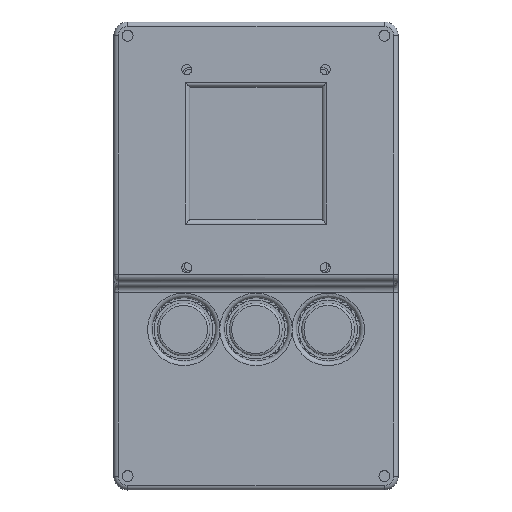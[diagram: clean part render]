
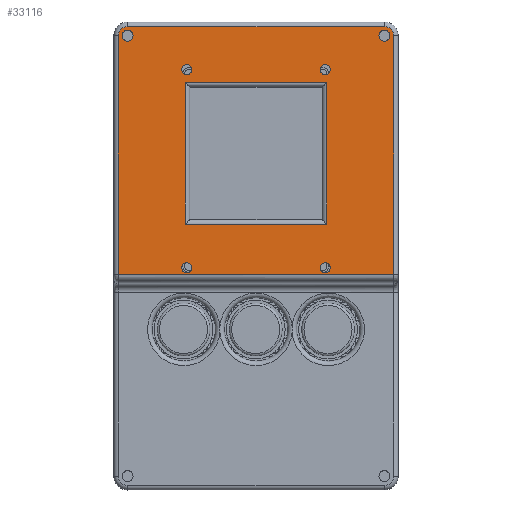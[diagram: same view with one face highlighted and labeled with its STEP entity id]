
A CAD part, top view. The second image highlights one B-rep face of the part: STEP entity #33116.
In plain terms, the highlighted planar face has unit normal (0, 0, 1).
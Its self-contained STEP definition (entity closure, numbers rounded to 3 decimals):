
#648=FACE_BOUND('',#5808,.T.);
#649=FACE_BOUND('',#5809,.T.);
#650=FACE_BOUND('',#5810,.T.);
#651=FACE_BOUND('',#5811,.T.);
#652=FACE_BOUND('',#5812,.T.);
#653=FACE_BOUND('',#5813,.T.);
#654=FACE_BOUND('',#5814,.T.);
#1624=CIRCLE('',#36420,2.);
#1625=CIRCLE('',#36421,2.);
#1626=CIRCLE('',#36422,1.1);
#1627=CIRCLE('',#36423,1.1);
#1628=CIRCLE('',#36424,1.1);
#1629=CIRCLE('',#36425,1.1);
#1630=CIRCLE('',#36426,1.2);
#1631=CIRCLE('',#36427,1.2);
#3887=FACE_OUTER_BOUND('',#5807,.T.);
#5807=EDGE_LOOP('',(#29378,#29379,#29380,#29381,#29382,#29383));
#5808=EDGE_LOOP('',(#29384));
#5809=EDGE_LOOP('',(#29385));
#5810=EDGE_LOOP('',(#29386));
#5811=EDGE_LOOP('',(#29387));
#5812=EDGE_LOOP('',(#29388));
#5813=EDGE_LOOP('',(#29389));
#5814=EDGE_LOOP('',(#29390,#29391,#29392,#29393));
#9431=LINE('',#55440,#13056);
#9433=LINE('',#55448,#13058);
#9435=LINE('',#55454,#13060);
#9438=LINE('',#55460,#13063);
#9444=LINE('',#55474,#13069);
#9445=LINE('',#55476,#13070);
#9446=LINE('',#55478,#13071);
#9447=LINE('',#55482,#13072);
#13056=VECTOR('',#45383,10.);
#13058=VECTOR('',#45391,10.);
#13060=VECTOR('',#45397,10.);
#13063=VECTOR('',#45404,10.);
#13069=VECTOR('',#45416,10.);
#13070=VECTOR('',#45417,10.);
#13071=VECTOR('',#45418,10.);
#13072=VECTOR('',#45421,10.);
#16286=VERTEX_POINT('',#55438);
#16287=VERTEX_POINT('',#55439);
#16290=VERTEX_POINT('',#55447);
#16292=VERTEX_POINT('',#55453);
#16297=VERTEX_POINT('',#55472);
#16298=VERTEX_POINT('',#55473);
#16299=VERTEX_POINT('',#55475);
#16300=VERTEX_POINT('',#55477);
#16301=VERTEX_POINT('',#55479);
#16302=VERTEX_POINT('',#55481);
#16303=VERTEX_POINT('',#55484);
#16304=VERTEX_POINT('',#55486);
#16305=VERTEX_POINT('',#55488);
#16306=VERTEX_POINT('',#55490);
#16307=VERTEX_POINT('',#55492);
#16308=VERTEX_POINT('',#55494);
#20867=EDGE_CURVE('',#16286,#16287,#9431,.T.);
#20871=EDGE_CURVE('',#16287,#16290,#9433,.T.);
#20874=EDGE_CURVE('',#16290,#16292,#9435,.T.);
#20878=EDGE_CURVE('',#16292,#16286,#9438,.T.);
#20884=EDGE_CURVE('',#16297,#16298,#9444,.T.);
#20885=EDGE_CURVE('',#16299,#16297,#9445,.T.);
#20886=EDGE_CURVE('',#16300,#16299,#9446,.T.);
#20887=EDGE_CURVE('',#16301,#16300,#1624,.T.);
#20888=EDGE_CURVE('',#16302,#16301,#9447,.T.);
#20889=EDGE_CURVE('',#16298,#16302,#1625,.T.);
#20890=EDGE_CURVE('',#16303,#16303,#1626,.T.);
#20891=EDGE_CURVE('',#16304,#16304,#1627,.T.);
#20892=EDGE_CURVE('',#16305,#16305,#1628,.T.);
#20893=EDGE_CURVE('',#16306,#16306,#1629,.T.);
#20894=EDGE_CURVE('',#16307,#16307,#1630,.T.);
#20895=EDGE_CURVE('',#16308,#16308,#1631,.T.);
#29378=ORIENTED_EDGE('',*,*,#20884,.F.);
#29379=ORIENTED_EDGE('',*,*,#20885,.F.);
#29380=ORIENTED_EDGE('',*,*,#20886,.F.);
#29381=ORIENTED_EDGE('',*,*,#20887,.F.);
#29382=ORIENTED_EDGE('',*,*,#20888,.F.);
#29383=ORIENTED_EDGE('',*,*,#20889,.F.);
#29384=ORIENTED_EDGE('',*,*,#20890,.T.);
#29385=ORIENTED_EDGE('',*,*,#20891,.T.);
#29386=ORIENTED_EDGE('',*,*,#20892,.T.);
#29387=ORIENTED_EDGE('',*,*,#20893,.T.);
#29388=ORIENTED_EDGE('',*,*,#20894,.T.);
#29389=ORIENTED_EDGE('',*,*,#20895,.T.);
#29390=ORIENTED_EDGE('',*,*,#20867,.F.);
#29391=ORIENTED_EDGE('',*,*,#20878,.F.);
#29392=ORIENTED_EDGE('',*,*,#20874,.F.);
#29393=ORIENTED_EDGE('',*,*,#20871,.F.);
#30937=PLANE('',#36419);
#33116=ADVANCED_FACE('',(#3887,#648,#649,#650,#651,#652,#653,#654),#30937,
 .T.);
#36419=AXIS2_PLACEMENT_3D('',#55471,#45414,#45415);
#36420=AXIS2_PLACEMENT_3D('',#55480,#45419,#45420);
#36421=AXIS2_PLACEMENT_3D('',#55483,#45422,#45423);
#36422=AXIS2_PLACEMENT_3D('',#55485,#45424,#45425);
#36423=AXIS2_PLACEMENT_3D('',#55487,#45426,#45427);
#36424=AXIS2_PLACEMENT_3D('',#55489,#45428,#45429);
#36425=AXIS2_PLACEMENT_3D('',#55491,#45430,#45431);
#36426=AXIS2_PLACEMENT_3D('',#55493,#45432,#45433);
#36427=AXIS2_PLACEMENT_3D('',#55495,#45434,#45435);
#45383=DIRECTION('',(0.,1.,0.));
#45391=DIRECTION('',(-1.,0.,0.));
#45397=DIRECTION('',(0.,-1.,0.));
#45404=DIRECTION('',(1.,0.,0.));
#45414=DIRECTION('center_axis',(0.,0.,1.));
#45415=DIRECTION('ref_axis',(1.,0.,0.));
#45416=DIRECTION('',(0.,1.,0.));
#45417=DIRECTION('',(-1.,0.,0.));
#45418=DIRECTION('',(0.,-1.,0.));
#45419=DIRECTION('center_axis',(0.,0.,-1.));
#45420=DIRECTION('ref_axis',(0.707,0.707,0.));
#45421=DIRECTION('',(1.,0.,0.));
#45422=DIRECTION('center_axis',(0.,0.,-1.));
#45423=DIRECTION('ref_axis',(-0.707,0.707,0.));
#45424=DIRECTION('center_axis',(0.,0.,-1.));
#45425=DIRECTION('ref_axis',(1.,0.,0.));
#45426=DIRECTION('center_axis',(0.,0.,-1.));
#45427=DIRECTION('ref_axis',(1.,0.,0.));
#45428=DIRECTION('center_axis',(0.,0.,-1.));
#45429=DIRECTION('ref_axis',(1.,0.,0.));
#45430=DIRECTION('center_axis',(0.,0.,-1.));
#45431=DIRECTION('ref_axis',(1.,0.,0.));
#45432=DIRECTION('center_axis',(0.,0.,-1.));
#45433=DIRECTION('ref_axis',(1.,0.,0.));
#45434=DIRECTION('center_axis',(0.,0.,-1.));
#45435=DIRECTION('ref_axis',(1.,0.,0.));
#55438=CARTESIAN_POINT('',(46.43,57.94,10.5));
#55439=CARTESIAN_POINT('',(46.43,88.8,10.5));
#55440=CARTESIAN_POINT('',(46.43,80.15,10.5));
#55447=CARTESIAN_POINT('',(15.57,88.8,10.5));
#55448=CARTESIAN_POINT('',(23.785,88.8,10.5));
#55453=CARTESIAN_POINT('',(15.57,57.94,10.5));
#55454=CARTESIAN_POINT('',(15.57,65.72,10.5));
#55460=CARTESIAN_POINT('',(38.215,57.94,10.5));
#55471=CARTESIAN_POINT('Origin',(31.,72.5,10.5));
#55472=CARTESIAN_POINT('',(1.,47.,10.5));
#55473=CARTESIAN_POINT('',(1.,99.,10.5));
#55474=CARTESIAN_POINT('',(1.,87.25,10.5));
#55475=CARTESIAN_POINT('',(61.,47.,10.5));
#55476=CARTESIAN_POINT('',(62.,47.,10.5));
#55477=CARTESIAN_POINT('',(61.,99.,10.5));
#55478=CARTESIAN_POINT('',(61.,36.25,10.5));
#55479=CARTESIAN_POINT('',(59.,101.,10.5));
#55480=CARTESIAN_POINT('Origin',(59.,99.,10.5));
#55481=CARTESIAN_POINT('',(3.,101.,10.5));
#55482=CARTESIAN_POINT('',(46.5,101.,10.5));
#55483=CARTESIAN_POINT('Origin',(3.,99.,10.5));
#55484=CARTESIAN_POINT('',(14.8,91.6,10.5));
#55485=CARTESIAN_POINT('Origin',(15.9,91.6,10.5));
#55486=CARTESIAN_POINT('',(14.8,48.4,10.5));
#55487=CARTESIAN_POINT('Origin',(15.9,48.4,10.5));
#55488=CARTESIAN_POINT('',(45.,48.4,10.5));
#55489=CARTESIAN_POINT('Origin',(46.1,48.4,10.5));
#55490=CARTESIAN_POINT('',(45.,91.6,10.5));
#55491=CARTESIAN_POINT('Origin',(46.1,91.6,10.5));
#55492=CARTESIAN_POINT('',(57.8,99.,10.5));
#55493=CARTESIAN_POINT('Origin',(59.,99.,10.5));
#55494=CARTESIAN_POINT('',(1.8,99.,10.5));
#55495=CARTESIAN_POINT('Origin',(3.,99.,10.5));
